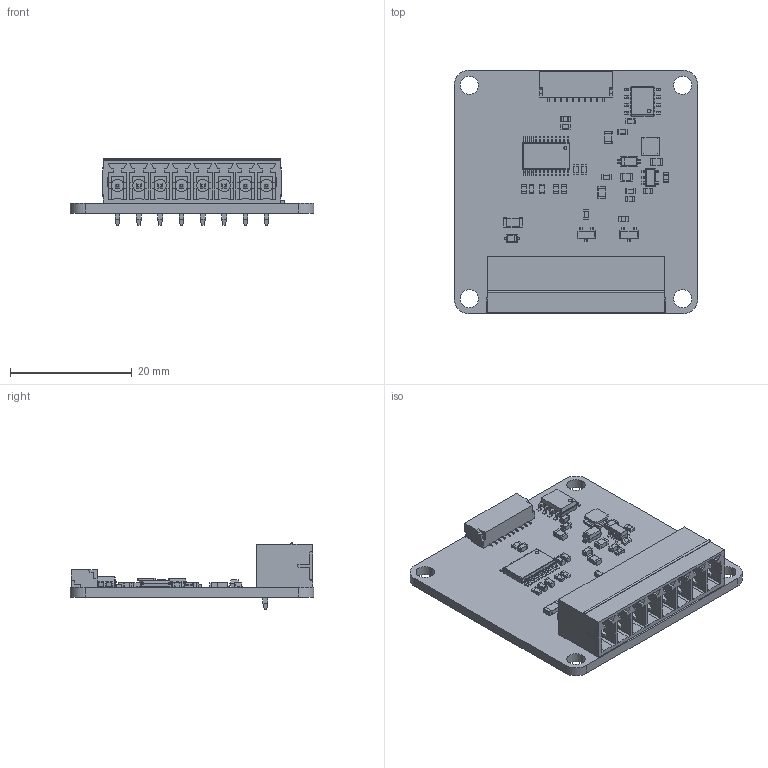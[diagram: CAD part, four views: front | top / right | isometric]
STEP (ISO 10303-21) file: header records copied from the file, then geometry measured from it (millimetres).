
FILE_DESCRIPTION(('FreeCAD Model'),'2;1');
FILE_NAME('industrial-analog-out.step','2017-07-28T15:16:54',('kicad StepUp'),('ksu MCAD'), 'Open CASCADE STEP processor 6.8','FreeCAD','Unknown');
FILE_SCHEMA(('AUTOMOTIVE_DESIGN_CC2 { 1 2 10303 214 -1 1 5 4 }'));
Length unit declared in the file: millimetre
Products named in the file (34): Pcb; SM10B-SRSS_; R_0603_; R_0603_001; R_0603_002; R_0603_003; R_0603_004; R_0603_005; R_0603_006; R_0603_007; C_0603_; C_0603_001; C_0603_002; C_0603_003; C_0603_004; C_0603_005; C_0603_006; C_0805_; C_0603_007; C_0805_001; C_0603_008; C_0603_009; C_0805_002; C_0805_003; SOT-23-5_; soic_8_39x49_p127_; 8er_Phoenix_Buchse_; SOD323F_; SOD-123_; SOT23_; SOT23_001; C_1206_; TSSOP-24_; NR303_
Bounding box: 40 x 40 x 10.9 mm (x, y, z)
Volume: 3591.8 mm3; surface area: 7096.9 mm2
Topology: 34 solids, 34 shells, 2262 faces, 6095 edges, 3938 vertices
Faces by surface type: plane 1602, cylinder 580, bspline 51, sphere 28, torus 1
Full cylindrical faces by diameter (mm): 0.6 x1, 1.4 x8, 2 x8, 3 x4
Entity records: 87521 total; most frequent: CARTESIAN_POINT 14236, ORIENTED_EDGE 12134, DIRECTION 11541, EDGE_CURVE 6067, LINE 4811, VECTOR 4811, VERTEX_POINT 3938, AXIS2_PLACEMENT_3D 3365
